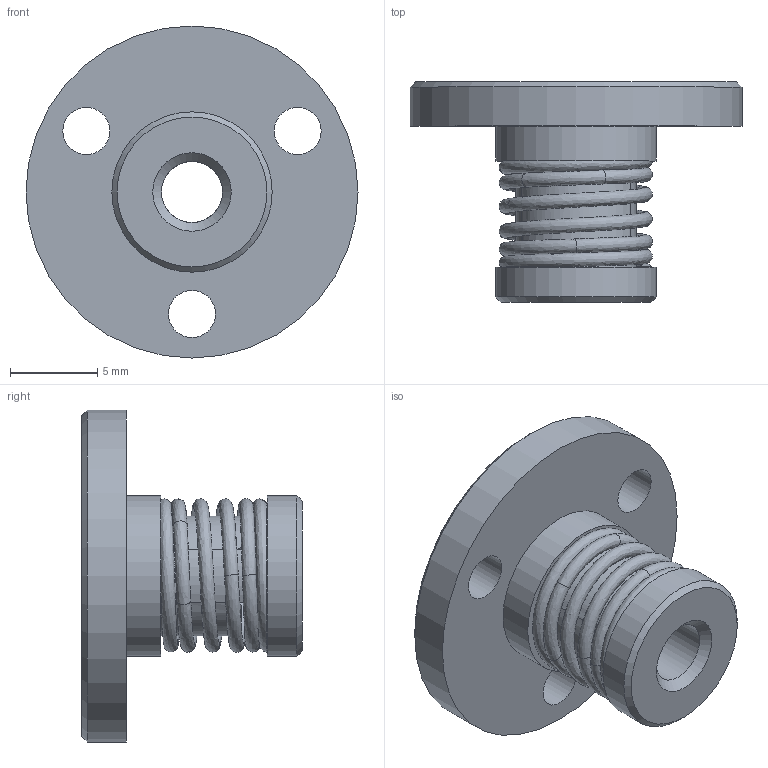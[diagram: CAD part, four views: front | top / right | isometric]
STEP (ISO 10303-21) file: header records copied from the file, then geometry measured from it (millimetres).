
FILE_DESCRIPTION((''),'2;1');
FILE_NAME('零件1.stp','2016-08-10T13:24:15',('Administrator'),(''),'Autodesk Inventor 2013','Autodesk Inventor 2013','');
FILE_SCHEMA(('AUTOMOTIVE_DESIGN { 1 0 10303 214 1 1 1 1 }'));
Length unit declared in the file: millimetre
Products named in the file (1): 零件1
Bounding box: 19.05 x 12.64 x 19.05 mm (x, y, z)
Surface area: 1635 mm2 (no closed solid volume)
Topology: 0 solids, 3 shells, 66 faces, 178 edges, 119 vertices
Faces by surface type: plane 29, cylinder 18, bspline 11, cone 8
Full cylindrical faces by diameter (mm): 2.7 x3, 3.5 x2, 6.9 x2, 9.2 x2, 19.05 x1
Entity records: 3333 total; most frequent: CARTESIAN_POINT 1775, ORIENTED_EDGE 314, DIRECTION 290, EDGE_CURVE 157, AXIS2_PLACEMENT_3D 122, VERTEX_POINT 112, EDGE_LOOP 91, FACE_OUTER_BOUND 66
